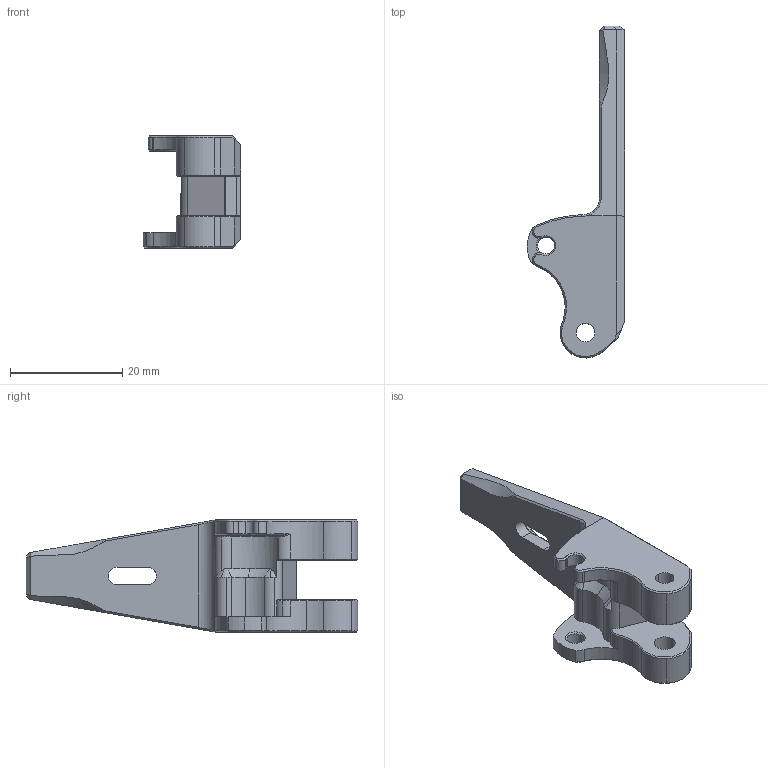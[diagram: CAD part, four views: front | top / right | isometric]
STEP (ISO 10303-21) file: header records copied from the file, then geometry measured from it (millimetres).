
FILE_DESCRIPTION (( 'STEP AP203' ), '1' );
FILE_NAME ('Extruder Lever.STEP', '2020-08-07T05:34:20', ( '' ), ( '' ), 'SwSTEP 2.0', 'SolidWorks 2018', '' );
FILE_SCHEMA (( 'CONFIG_CONTROL_DESIGN' ));
Length unit declared in the file: millimetre
Products named in the file (1): Extruder Lever
Bounding box: 17.35 x 59.13 x 20 mm (x, y, z)
Volume: 6017.9 mm3; surface area: 3434.6 mm2
Topology: 1 solids, 1 shells, 204 faces, 520 edges, 318 vertices
Faces by surface type: cone 70, plane 63, cylinder 49, bspline 16, torus 6
Entity records: 9136 total; most frequent: CARTESIAN_POINT 4501, ORIENTED_EDGE 1038, DIRECTION 841, EDGE_CURVE 519, AXIS2_PLACEMENT_3D 354, VERTEX_POINT 318, B_SPLINE_CURVE_WITH_KNOTS 220, EDGE_LOOP 213
